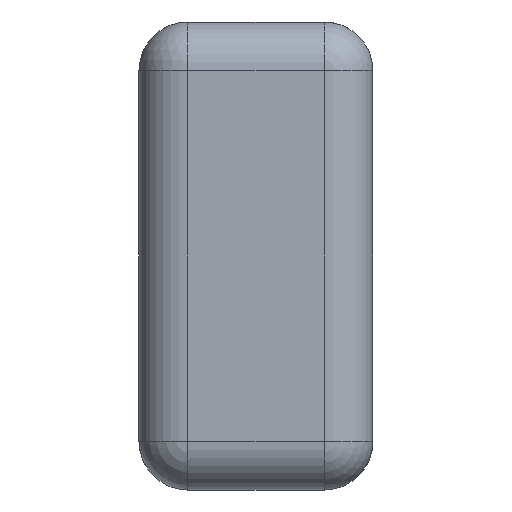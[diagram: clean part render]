
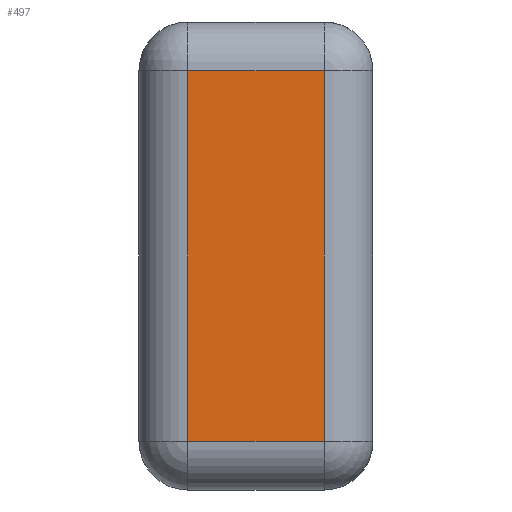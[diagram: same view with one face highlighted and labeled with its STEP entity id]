
A CAD part, front view. The second image highlights one B-rep face of the part: STEP entity #497.
In plain terms, the highlighted planar face has unit normal (0, -1, 0).
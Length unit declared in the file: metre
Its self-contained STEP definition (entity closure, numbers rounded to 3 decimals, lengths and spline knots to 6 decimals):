
#58=LINE('',#837,#95);
#59=LINE('',#840,#96);
#60=LINE('',#842,#97);
#61=LINE('',#844,#98);
#95=VECTOR('',#647,1.);
#96=VECTOR('',#648,1.);
#97=VECTOR('',#649,1.);
#98=VECTOR('',#650,1.);
#136=ORIENTED_EDGE('',*,*,#278,.T.);
#137=ORIENTED_EDGE('',*,*,#279,.T.);
#138=ORIENTED_EDGE('',*,*,#280,.T.);
#139=ORIENTED_EDGE('',*,*,#281,.T.);
#278=EDGE_CURVE('',#349,#350,#58,.T.);
#279=EDGE_CURVE('',#350,#351,#59,.F.);
#280=EDGE_CURVE('',#351,#352,#60,.F.);
#281=EDGE_CURVE('',#352,#349,#61,.T.);
#349=VERTEX_POINT('',#838);
#350=VERTEX_POINT('',#839);
#351=VERTEX_POINT('',#841);
#352=VERTEX_POINT('',#843);
#406=EDGE_LOOP('',(#136,#137,#138,#139));
#445=FACE_BOUND('',#406,.T.);
#484=PLANE('',#551);
#497=ADVANCED_FACE('',(#445),#484,.F.);
#551=AXIS2_PLACEMENT_3D('',#836,#645,#646);
#645=DIRECTION('',(0.,1.,0.));
#646=DIRECTION('',(0.,0.,1.));
#647=DIRECTION('',(-1.,0.,0.));
#648=DIRECTION('',(0.,0.,1.));
#649=DIRECTION('',(-1.,0.,0.));
#650=DIRECTION('',(0.,0.,1.));
#836=CARTESIAN_POINT('',(0.0245,-0.075,-0.072));
#837=CARTESIAN_POINT('',(0.0125,-0.075,-0.029));
#838=CARTESIAN_POINT('',(0.0315,-0.075,-0.029));
#839=CARTESIAN_POINT('',(0.0175,-0.075,-0.029));
#840=CARTESIAN_POINT('',(0.0175,-0.075,-0.072));
#841=CARTESIAN_POINT('',(0.0175,-0.075,-0.067));
#842=CARTESIAN_POINT('',(0.0245,-0.075,-0.067));
#843=CARTESIAN_POINT('',(0.0315,-0.075,-0.067));
#844=CARTESIAN_POINT('',(0.0315,-0.075,-0.072));
